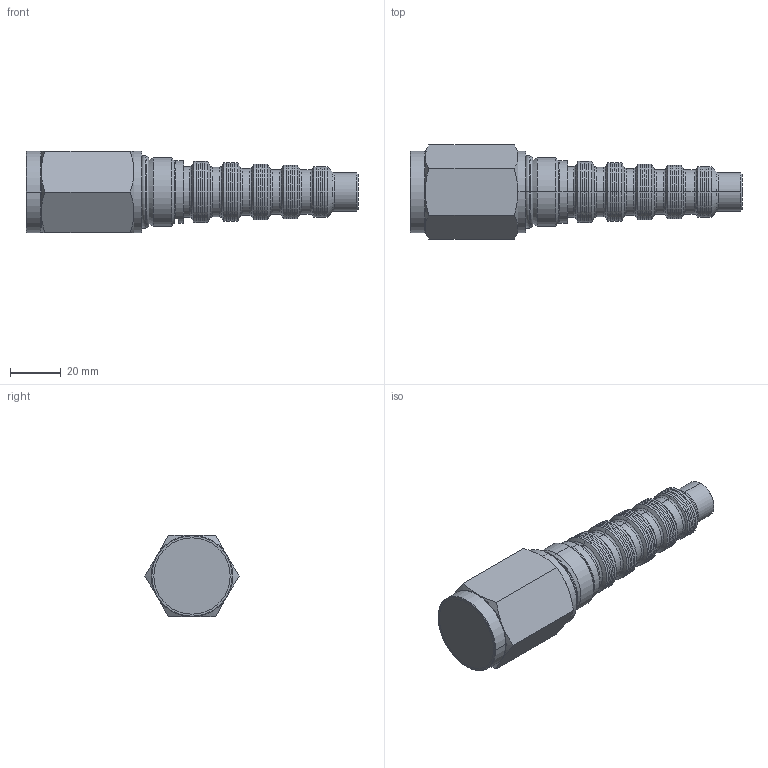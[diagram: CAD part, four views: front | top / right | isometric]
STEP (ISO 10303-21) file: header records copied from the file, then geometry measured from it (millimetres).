
FILE_DESCRIPTION (( 'STEP AP214' ), '1' );
FILE_NAME ('386.027-507-H_Kunde.STEP', '2017-03-14T07:48:50', ( 'User' ), ( '' ), 'SwSTEP 2.0', 'SolidWorks 2016', '' );
FILE_SCHEMA (( 'AUTOMOTIVE_DESIGN' ));
Length unit declared in the file: millimetre
Products named in the file (1): 386.027-507-H_Kunde
Bounding box: 130.5 x 36.95 x 32 mm (x, y, z)
Volume: 69479.1 mm3; surface area: 14951.2 mm2
Topology: 3 solids, 3 shells, 229 faces, 474 edges, 266 vertices
Faces by surface type: cone 74, cylinder 62, torus 46, plane 31, bspline 16
Entity records: 7436 total; most frequent: CARTESIAN_POINT 1256, DIRECTION 1170, ORIENTED_EDGE 948, AXIS2_PLACEMENT_3D 512, EDGE_CURVE 474, CIRCLE 298, VERTEX_POINT 266, EDGE_LOOP 248
